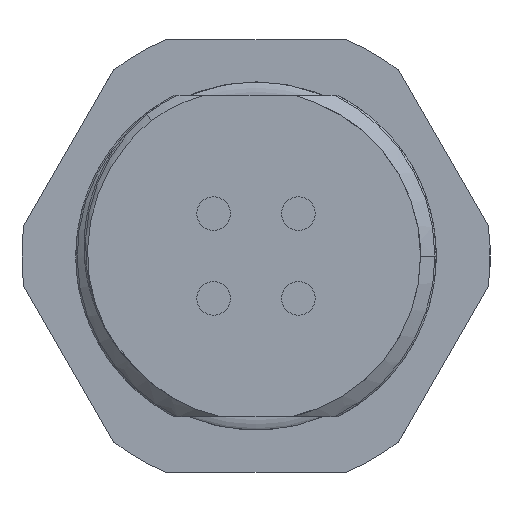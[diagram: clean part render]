
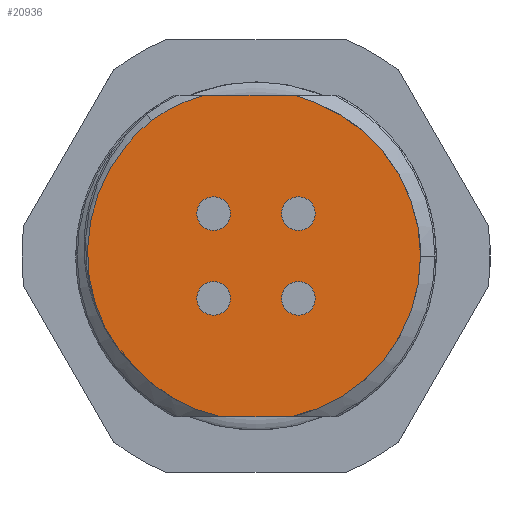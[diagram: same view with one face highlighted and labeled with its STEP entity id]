
A CAD part, front view. The second image highlights one B-rep face of the part: STEP entity #20936.
In plain terms, the highlighted planar face has unit normal (0, -1, 0).
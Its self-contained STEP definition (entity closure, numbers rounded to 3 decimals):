
#7751=CARTESIAN_POINT('',(0.,-8.,0.));
#7752=DIRECTION('',(0.,-1.,0.));
#7753=DIRECTION('',(-0.726,0.,-0.687));
#7754=AXIS2_PLACEMENT_3D('',#7751,#7752,#7753);
#7874=CARTESIAN_POINT('',(-4.353,-8.,5.641));
#7875=CARTESIAN_POINT('',(-4.184,-8.,5.761));
#7876=CARTESIAN_POINT('',(-3.838,-8.,5.986));
#7877=CARTESIAN_POINT('',(-3.291,-8.,6.277));
#7878=CARTESIAN_POINT('',(-2.722,-8.,6.518));
#7879=CARTESIAN_POINT('',(-2.332,-8.,6.645));
#7880=CARTESIAN_POINT('',(-2.134,-8.,6.7));
#7882=DIRECTION('',(1.,0.,0.));
#7883=VECTOR('',#7882,3.727);
#7884=CARTESIAN_POINT('',(-2.134,-8.,6.7));
#7885=LINE('',#7884,#7883);
#7886=DIRECTION('',(-1.,0.,0.));
#7887=VECTOR('',#7886,2.851);
#7888=CARTESIAN_POINT('',(1.426,-8.,-6.7));
#7889=LINE('',#7888,#7887);
#7890=CARTESIAN_POINT('',(-1.768,-8.,1.768));
#7891=DIRECTION('',(0.,-1.,0.));
#7892=DIRECTION('',(-0.707,0.,0.707));
#7893=AXIS2_PLACEMENT_3D('',#7890,#7891,#7892);
#7895=CARTESIAN_POINT('',(-1.768,-8.,1.768));
#7896=DIRECTION('',(0.,-1.,0.));
#7897=DIRECTION('',(0.707,0.,-0.707));
#7898=AXIS2_PLACEMENT_3D('',#7895,#7896,#7897);
#7900=CARTESIAN_POINT('',(1.768,-8.,1.768));
#7901=DIRECTION('',(0.,-1.,0.));
#7902=DIRECTION('',(0.707,0.,0.707));
#7903=AXIS2_PLACEMENT_3D('',#7900,#7901,#7902);
#7905=CARTESIAN_POINT('',(1.768,-8.,1.768));
#7906=DIRECTION('',(0.,-1.,0.));
#7907=DIRECTION('',(-0.707,0.,-0.707));
#7908=AXIS2_PLACEMENT_3D('',#7905,#7906,#7907);
#7910=CARTESIAN_POINT('',(-1.768,-8.,-1.768));
#7911=DIRECTION('',(0.,-1.,0.));
#7912=DIRECTION('',(-0.707,0.,-0.707));
#7913=AXIS2_PLACEMENT_3D('',#7910,#7911,#7912);
#7915=CARTESIAN_POINT('',(-1.768,-8.,-1.768));
#7916=DIRECTION('',(0.,-1.,0.));
#7917=DIRECTION('',(0.707,0.,0.707));
#7918=AXIS2_PLACEMENT_3D('',#7915,#7916,#7917);
#7920=CARTESIAN_POINT('',(1.768,-8.,-1.768));
#7921=DIRECTION('',(0.,-1.,0.));
#7922=DIRECTION('',(0.707,0.,-0.707));
#7923=AXIS2_PLACEMENT_3D('',#7920,#7921,#7922);
#7925=CARTESIAN_POINT('',(1.768,-8.,-1.768));
#7926=DIRECTION('',(0.,-1.,0.));
#7927=DIRECTION('',(-0.707,0.,0.707));
#7928=AXIS2_PLACEMENT_3D('',#7925,#7926,#7927);
#7941=CARTESIAN_POINT('',(1.593,-8.,6.7));
#7942=CARTESIAN_POINT('',(1.694,-8.,6.672));
#7943=CARTESIAN_POINT('',(1.895,-8.,6.611));
#7944=CARTESIAN_POINT('',(2.192,-8.,6.505));
#7945=CARTESIAN_POINT('',(2.386,-8.,6.426));
#7946=CARTESIAN_POINT('',(2.482,-8.,6.384));
#8433=CARTESIAN_POINT('',(0.,-8.,0.));
#8434=DIRECTION('',(0.,-1.,0.));
#8435=DIRECTION('',(0.208,0.,-0.978));
#8436=AXIS2_PLACEMENT_3D('',#8433,#8434,#8435);
#8438=CARTESIAN_POINT('',(2.482,-8.,6.384));
#8473=CARTESIAN_POINT('',(-4.975,-8.,-4.709));
#8474=CARTESIAN_POINT('',(-5.108,-8.,-4.583));
#8475=CARTESIAN_POINT('',(-5.363,-8.,-4.32));
#8476=CARTESIAN_POINT('',(-5.712,-8.,-3.894));
#8477=CARTESIAN_POINT('',(-6.024,-8.,-3.44));
#8478=CARTESIAN_POINT('',(-6.294,-8.,-2.965));
#8479=CARTESIAN_POINT('',(-6.522,-8.,-2.472));
#8480=CARTESIAN_POINT('',(-6.64,-8.,-2.148));
#8481=CARTESIAN_POINT('',(-6.691,-8.,-1.985));
#8511=CARTESIAN_POINT('',(-6.691,-8.,-1.985));
#8512=CARTESIAN_POINT('',(-6.756,-8.,-1.779));
#8513=CARTESIAN_POINT('',(-6.867,-8.,-1.362));
#8514=CARTESIAN_POINT('',(-6.974,-8.,-0.722));
#8515=CARTESIAN_POINT('',(-7.023,-8.,-0.074));
#8516=CARTESIAN_POINT('',(-7.011,-8.,0.576));
#8517=CARTESIAN_POINT('',(-6.938,-8.,1.223));
#8518=CARTESIAN_POINT('',(-6.807,-8.,1.862));
#8519=CARTESIAN_POINT('',(-6.616,-8.,2.487));
#8520=CARTESIAN_POINT('',(-6.368,-8.,3.091));
#8521=CARTESIAN_POINT('',(-6.066,-8.,3.671));
#8522=CARTESIAN_POINT('',(-5.71,-8.,4.222));
#8523=CARTESIAN_POINT('',(-5.305,-8.,4.738));
#8524=CARTESIAN_POINT('',(-4.853,-8.,5.215));
#8525=CARTESIAN_POINT('',(-4.525,-8.,5.503));
#8526=CARTESIAN_POINT('',(-4.353,-8.,5.641));
#9361=CARTESIAN_POINT('',(-2.134,-8.,6.7));
#9362=CARTESIAN_POINT('',(1.593,-8.,6.7));
#9363=VERTEX_POINT('',#9361);
#9364=VERTEX_POINT('',#9362);
#9365=CARTESIAN_POINT('',(1.426,-8.,-6.7));
#9366=CARTESIAN_POINT('',(-1.426,-8.,-6.7));
#9367=VERTEX_POINT('',#9365);
#9368=VERTEX_POINT('',#9366);
#9489=VERTEX_POINT('',#8438);
#9499=VERTEX_POINT('',#7874);
#9531=VERTEX_POINT('',#8511);
#9532=VERTEX_POINT('',#8473);
#10942=CARTESIAN_POINT('',(-2.263,-8.,2.263));
#10943=CARTESIAN_POINT('',(-1.273,-8.,1.273));
#10944=VERTEX_POINT('',#10942);
#10945=VERTEX_POINT('',#10943);
#10946=CARTESIAN_POINT('',(2.263,-8.,2.263));
#10947=CARTESIAN_POINT('',(1.273,-8.,1.273));
#10948=VERTEX_POINT('',#10946);
#10949=VERTEX_POINT('',#10947);
#10950=CARTESIAN_POINT('',(-2.263,-8.,-2.263));
#10951=CARTESIAN_POINT('',(-1.273,-8.,-1.273));
#10952=VERTEX_POINT('',#10950);
#10953=VERTEX_POINT('',#10951);
#10954=CARTESIAN_POINT('',(2.263,-8.,-2.263));
#10955=CARTESIAN_POINT('',(1.273,-8.,-1.273));
#10956=VERTEX_POINT('',#10954);
#10957=VERTEX_POINT('',#10955);
#20893=CARTESIAN_POINT('',(0.,-8.,0.));
#20894=DIRECTION('',(0.,-1.,0.));
#20895=DIRECTION('',(1.,0.,0.));
#20896=AXIS2_PLACEMENT_3D('',#20893,#20894,#20895);
#20897=PLANE('',#20896);
#20898=ORIENTED_EDGE('',*,*,#19840,.T.);
#20900=ORIENTED_EDGE('',*,*,#20899,.T.);
#20902=ORIENTED_EDGE('',*,*,#20901,.F.);
#20903=ORIENTED_EDGE('',*,*,#20303,.T.);
#20904=ORIENTED_EDGE('',*,*,#20765,.F.);
#20906=ORIENTED_EDGE('',*,*,#20905,.T.);
#20908=ORIENTED_EDGE('',*,*,#20907,.T.);
#20909=ORIENTED_EDGE('',*,*,#20885,.T.);
#20910=EDGE_LOOP('',(#20898,#20900,#20902,#20903,#20904,#20906,#20908,#20909));
#20911=FACE_OUTER_BOUND('',#20910,.F.);
#20913=ORIENTED_EDGE('',*,*,#20912,.T.);
#20915=ORIENTED_EDGE('',*,*,#20914,.T.);
#20916=EDGE_LOOP('',(#20913,#20915));
#20917=FACE_BOUND('',#20916,.F.);
#20919=ORIENTED_EDGE('',*,*,#20918,.T.);
#20921=ORIENTED_EDGE('',*,*,#20920,.T.);
#20922=EDGE_LOOP('',(#20919,#20921));
#20923=FACE_BOUND('',#20922,.F.);
#20925=ORIENTED_EDGE('',*,*,#20924,.T.);
#20927=ORIENTED_EDGE('',*,*,#20926,.T.);
#20928=EDGE_LOOP('',(#20925,#20927));
#20929=FACE_BOUND('',#20928,.F.);
#20931=ORIENTED_EDGE('',*,*,#20930,.T.);
#20933=ORIENTED_EDGE('',*,*,#20932,.T.);
#20934=EDGE_LOOP('',(#20931,#20933));
#20935=FACE_BOUND('',#20934,.F.);
#7755=CIRCLE('',#7754,6.85);
#7881=B_SPLINE_CURVE_WITH_KNOTS('',3,(#7874,#7875,#7876,#7877,#7878,#7879,
#7880),.UNSPECIFIED.,.F.,.F.,(4,1,1,1,4),(0.,0.25,0.5,0.75,1.),
.UNSPECIFIED.);
#7894=CIRCLE('',#7893,0.7);
#7899=CIRCLE('',#7898,0.7);
#7904=CIRCLE('',#7903,0.7);
#7909=CIRCLE('',#7908,0.7);
#7914=CIRCLE('',#7913,0.7);
#7919=CIRCLE('',#7918,0.7);
#7924=CIRCLE('',#7923,0.7);
#7929=CIRCLE('',#7928,0.7);
#7947=B_SPLINE_CURVE_WITH_KNOTS('',3,(#7941,#7942,#7943,#7944,#7945,#7946),
.UNSPECIFIED.,.F.,.F.,(4,1,1,4),(0.,0.333,0.667,1.),
.UNSPECIFIED.);
#8437=CIRCLE('',#8436,6.85);
#8482=B_SPLINE_CURVE_WITH_KNOTS('',3,(#8473,#8474,#8475,#8476,#8477,#8478,#8479,
#8480,#8481),.UNSPECIFIED.,.F.,.F.,(4,1,1,1,1,1,4),(0.,0.167,
0.333,0.5,0.667,0.833,1.),
.UNSPECIFIED.);
#8527=B_SPLINE_CURVE_WITH_KNOTS('',3,(#8511,#8512,#8513,#8514,#8515,#8516,#8517,
#8518,#8519,#8520,#8521,#8522,#8523,#8524,#8525,#8526),.UNSPECIFIED.,.F.,.F.,(4,
1,1,1,1,1,1,1,1,1,1,1,1,4),(0.,0.077,0.154,
0.231,0.308,0.385,0.462,
0.538,0.615,0.692,0.769,
0.846,0.923,1.),.UNSPECIFIED.);
#19840=EDGE_CURVE('',#9363,#9364,#7885,.T.);
#20303=EDGE_CURVE('',#9367,#9368,#7889,.T.);
#20765=EDGE_CURVE('',#9532,#9368,#7755,.T.);
#20885=EDGE_CURVE('',#9499,#9363,#7881,.T.);
#20899=EDGE_CURVE('',#9364,#9489,#7947,.T.);
#20901=EDGE_CURVE('',#9367,#9489,#8437,.T.);
#20905=EDGE_CURVE('',#9532,#9531,#8482,.T.);
#20907=EDGE_CURVE('',#9531,#9499,#8527,.T.);
#20912=EDGE_CURVE('',#10944,#10945,#7894,.T.);
#20914=EDGE_CURVE('',#10945,#10944,#7899,.T.);
#20918=EDGE_CURVE('',#10948,#10949,#7904,.T.);
#20920=EDGE_CURVE('',#10949,#10948,#7909,.T.);
#20924=EDGE_CURVE('',#10952,#10953,#7914,.T.);
#20926=EDGE_CURVE('',#10953,#10952,#7919,.T.);
#20930=EDGE_CURVE('',#10956,#10957,#7924,.T.);
#20932=EDGE_CURVE('',#10957,#10956,#7929,.T.);
#20936=ADVANCED_FACE('',(#20911,#20917,#20923,#20929,#20935),#20897,.T.);
